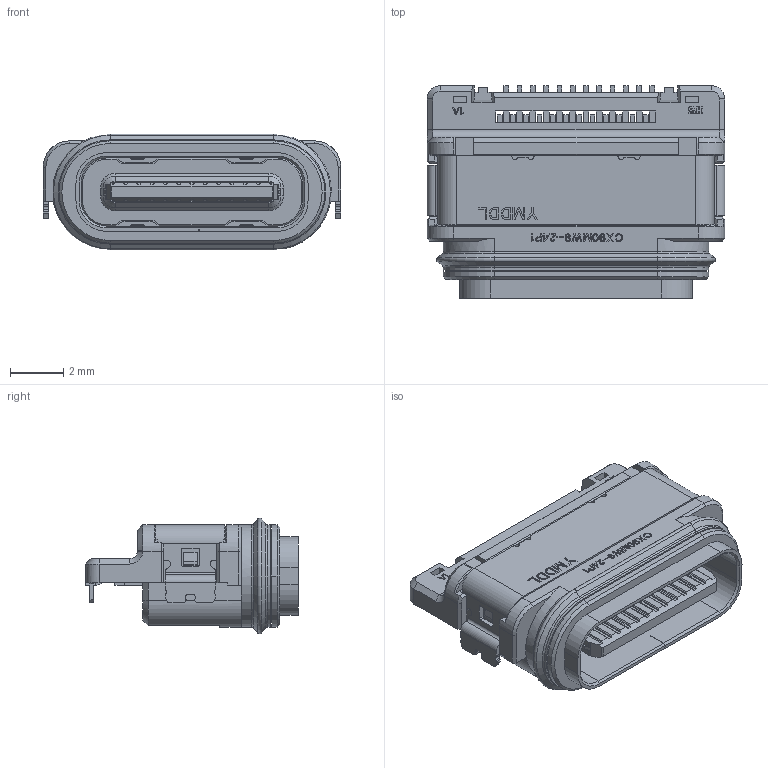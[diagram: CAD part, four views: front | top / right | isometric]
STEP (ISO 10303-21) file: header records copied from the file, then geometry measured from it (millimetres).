
FILE_DESCRIPTION(('Creo Elements/Direct Modeling STEP Export'),'2;1');
FILE_NAME('CX90MW9-24P1_3D.stp','2023-12-08T11:27:13',(''),(''),'Creo Elements/Direct Modeling STEP processor for AP214 (Solid Model)','Creo Elements/Direct Modeling 19.0G 27-Nov-2017 (C) Parametric Technology GmbH','');
FILE_SCHEMA(('AUTOMOTIVE_DESIGN { 1 0 10303 214 1 1 1 1 }'));
Products named in the file (2): 3D_CX90MW9-24P1
Assembly tree (1 placements, depth 2):
  3D_CX90MW9-24P1
    3D_CX90MW9-24P1
Bounding box: 11.2 x 8 x 4.35 mm (x, y, z)
Volume: 161 mm3; surface area: 516.6 mm2
Topology: 1 solids, 1 shells, 1815 faces, 5155 edges, 3371 vertices
Faces by surface type: plane 1432, cylinder 308, cone 42, bspline 18, torus 14, extrusion 1
Entity records: 57579 total; most frequent: CARTESIAN_POINT 11151, ORIENTED_EDGE 10310, DIRECTION 8815, EDGE_CURVE 5155, VECTOR 4195, LINE 4194, VERTEX_POINT 3371, AXIS2_PLACEMENT_3D 2310
